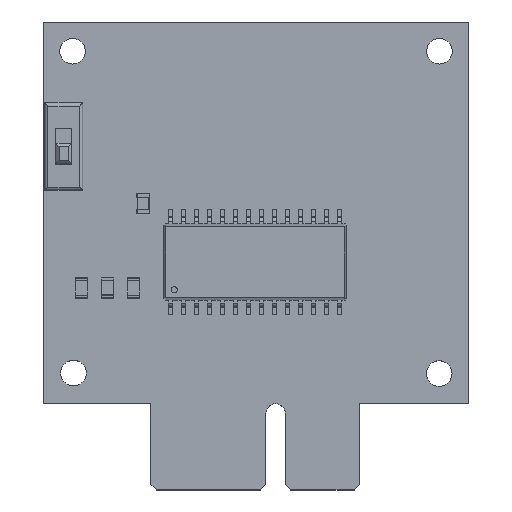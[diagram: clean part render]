
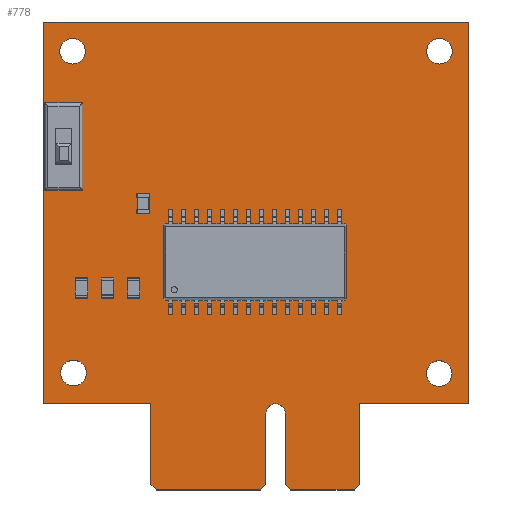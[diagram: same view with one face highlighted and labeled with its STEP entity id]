
A CAD part, top view. The second image highlights one B-rep face of the part: STEP entity #778.
In plain terms, the highlighted planar face has unit normal (0, 0, 1).
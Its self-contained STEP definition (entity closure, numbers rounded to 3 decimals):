
#54 = VERTEX_POINT('',#55);
#55 = CARTESIAN_POINT('',(110.856,-118.494,0.));
#72 = VERTEX_POINT('',#73);
#73 = CARTESIAN_POINT('',(100.38,-118.49,0.));
#79 = EDGE_CURVE('',#54,#72,#80,.T.);
#80 = LINE('',#81,#82);
#81 = CARTESIAN_POINT('',(110.856,-118.494,0.));
#82 = VECTOR('',#83,1.);
#83 = DIRECTION('',(-1.,0.,0.));
#103 = VERTEX_POINT('',#104);
#104 = CARTESIAN_POINT('',(110.856,-126.394,0.));
#110 = EDGE_CURVE('',#54,#103,#111,.T.);
#111 = LINE('',#112,#113);
#112 = CARTESIAN_POINT('',(110.856,-118.494,0.));
#113 = VECTOR('',#114,1.);
#114 = DIRECTION('',(0.,-1.,0.));
#134 = VERTEX_POINT('',#135);
#135 = CARTESIAN_POINT('',(100.38,-81.3,0.));
#141 = EDGE_CURVE('',#72,#134,#142,.T.);
#142 = LINE('',#143,#144);
#143 = CARTESIAN_POINT('',(100.38,-118.49,0.));
#144 = VECTOR('',#145,1.);
#145 = DIRECTION('',(0.,1.,0.));
#165 = VERTEX_POINT('',#166);
#166 = CARTESIAN_POINT('',(111.356,-126.894,0.));
#172 = EDGE_CURVE('',#103,#165,#173,.T.);
#173 = LINE('',#174,#175);
#174 = CARTESIAN_POINT('',(110.856,-126.394,0.));
#175 = VECTOR('',#176,1.);
#176 = DIRECTION('',(0.707,-0.707,0.));
#196 = VERTEX_POINT('',#197);
#197 = CARTESIAN_POINT('',(141.8,-81.3,0.));
#203 = EDGE_CURVE('',#134,#196,#204,.T.);
#204 = LINE('',#205,#206);
#205 = CARTESIAN_POINT('',(100.38,-81.3,0.));
#206 = VECTOR('',#207,1.);
#207 = DIRECTION('',(1.,0.,0.));
#227 = VERTEX_POINT('',#228);
#228 = CARTESIAN_POINT('',(121.556,-126.894,0.));
#234 = EDGE_CURVE('',#165,#227,#235,.T.);
#235 = LINE('',#236,#237);
#236 = CARTESIAN_POINT('',(111.356,-126.894,0.));
#237 = VECTOR('',#238,1.);
#238 = DIRECTION('',(1.,0.,0.));
#249 = VERTEX_POINT('',#250);
#250 = CARTESIAN_POINT('',(141.8,-118.49,0.));
#265 = EDGE_CURVE('',#249,#196,#266,.T.);
#266 = LINE('',#267,#268);
#267 = CARTESIAN_POINT('',(141.8,-118.49,0.));
#268 = VECTOR('',#269,1.);
#269 = DIRECTION('',(0.,1.,0.));
#280 = VERTEX_POINT('',#281);
#281 = CARTESIAN_POINT('',(122.056,-126.394,0.));
#296 = EDGE_CURVE('',#280,#227,#297,.T.);
#297 = LINE('',#298,#299);
#298 = CARTESIAN_POINT('',(122.056,-126.394,0.));
#299 = VECTOR('',#300,1.);
#300 = DIRECTION('',(-0.707,-0.707,0.));
#311 = VERTEX_POINT('',#312);
#312 = CARTESIAN_POINT('',(131.156,-118.494,0.));
#327 = EDGE_CURVE('',#311,#249,#328,.T.);
#328 = LINE('',#329,#330);
#329 = CARTESIAN_POINT('',(131.156,-118.494,0.));
#330 = VECTOR('',#331,1.);
#331 = DIRECTION('',(1.,0.,0.));
#342 = VERTEX_POINT('',#343);
#343 = CARTESIAN_POINT('',(122.056,-119.444,0.));
#358 = EDGE_CURVE('',#342,#280,#359,.T.);
#359 = LINE('',#360,#361);
#360 = CARTESIAN_POINT('',(122.056,-119.444,0.));
#361 = VECTOR('',#362,1.);
#362 = DIRECTION('',(0.,-1.,0.));
#382 = VERTEX_POINT('',#383);
#383 = CARTESIAN_POINT('',(131.156,-126.394,0.));
#389 = EDGE_CURVE('',#311,#382,#390,.T.);
#390 = LINE('',#391,#392);
#391 = CARTESIAN_POINT('',(131.156,-118.494,0.));
#392 = VECTOR('',#393,1.);
#393 = DIRECTION('',(0.,-1.,0.));
#404 = VERTEX_POINT('',#405);
#405 = CARTESIAN_POINT('',(123.956,-119.444,0.));
#421 = EDGE_CURVE('',#404,#342,#422,.T.);
#422 = CIRCLE('',#423,0.95);
#423 = AXIS2_PLACEMENT_3D('',#424,#425,#426);
#424 = CARTESIAN_POINT('',(123.006,-119.444,0.));
#425 = DIRECTION('',(0.,-0.,1.));
#426 = DIRECTION('',(-1.,0.,0.));
#446 = VERTEX_POINT('',#447);
#447 = CARTESIAN_POINT('',(130.656,-126.894,0.));
#453 = EDGE_CURVE('',#382,#446,#454,.T.);
#454 = LINE('',#455,#456);
#455 = CARTESIAN_POINT('',(131.156,-126.394,0.));
#456 = VECTOR('',#457,1.);
#457 = DIRECTION('',(-0.707,-0.707,0.));
#477 = VERTEX_POINT('',#478);
#478 = CARTESIAN_POINT('',(123.956,-126.394,0.));
#484 = EDGE_CURVE('',#404,#477,#485,.T.);
#485 = LINE('',#486,#487);
#486 = CARTESIAN_POINT('',(123.956,-119.444,0.));
#487 = VECTOR('',#488,1.);
#488 = DIRECTION('',(0.,-1.,0.));
#499 = VERTEX_POINT('',#500);
#500 = CARTESIAN_POINT('',(124.456,-126.894,0.));
#515 = EDGE_CURVE('',#499,#446,#516,.T.);
#516 = LINE('',#517,#518);
#517 = CARTESIAN_POINT('',(124.456,-126.894,0.));
#518 = VECTOR('',#519,1.);
#519 = DIRECTION('',(1.,0.,0.));
#537 = EDGE_CURVE('',#477,#499,#538,.T.);
#538 = LINE('',#539,#540);
#539 = CARTESIAN_POINT('',(123.956,-126.394,0.));
#540 = VECTOR('',#541,1.);
#541 = DIRECTION('',(0.707,-0.707,0.));
#552 = VERTEX_POINT('',#553);
#553 = CARTESIAN_POINT('',(140.19,-115.56,0.));
#569 = EDGE_CURVE('',#552,#552,#570,.T.);
#570 = CIRCLE('',#571,1.25);
#571 = AXIS2_PLACEMENT_3D('',#572,#573,#574);
#572 = CARTESIAN_POINT('',(138.94,-115.56,0.));
#573 = DIRECTION('',(0.,0.,1.));
#574 = DIRECTION('',(1.,0.,-0.));
#585 = VERTEX_POINT('',#586);
#586 = CARTESIAN_POINT('',(104.55,-115.5,0.));
#602 = EDGE_CURVE('',#585,#585,#603,.T.);
#603 = CIRCLE('',#604,1.25);
#604 = AXIS2_PLACEMENT_3D('',#605,#606,#607);
#605 = CARTESIAN_POINT('',(103.3,-115.5,0.));
#606 = DIRECTION('',(0.,0.,1.));
#607 = DIRECTION('',(1.,0.,-0.));
#618 = VERTEX_POINT('',#619);
#619 = CARTESIAN_POINT('',(140.21,-84.15,0.));
#635 = EDGE_CURVE('',#618,#618,#636,.T.);
#636 = CIRCLE('',#637,1.25);
#637 = AXIS2_PLACEMENT_3D('',#638,#639,#640);
#638 = CARTESIAN_POINT('',(138.96,-84.15,0.));
#639 = DIRECTION('',(0.,0.,1.));
#640 = DIRECTION('',(1.,0.,-0.));
#651 = VERTEX_POINT('',#652);
#652 = CARTESIAN_POINT('',(102.746,-96.005,0.));
#668 = EDGE_CURVE('',#651,#651,#669,.T.);
#669 = CIRCLE('',#670,0.381);
#670 = AXIS2_PLACEMENT_3D('',#671,#672,#673);
#671 = CARTESIAN_POINT('',(102.365,-96.005,0.));
#672 = DIRECTION('',(0.,0.,1.));
#673 = DIRECTION('',(1.,0.,-0.));
#684 = VERTEX_POINT('',#685);
#685 = CARTESIAN_POINT('',(102.746,-93.465,0.));
#701 = EDGE_CURVE('',#684,#684,#702,.T.);
#702 = CIRCLE('',#703,0.381);
#703 = AXIS2_PLACEMENT_3D('',#704,#705,#706);
#704 = CARTESIAN_POINT('',(102.365,-93.465,0.));
#705 = DIRECTION('',(0.,0.,1.));
#706 = DIRECTION('',(1.,0.,-0.));
#717 = VERTEX_POINT('',#718);
#718 = CARTESIAN_POINT('',(102.746,-90.925,0.));
#734 = EDGE_CURVE('',#717,#717,#735,.T.);
#735 = CIRCLE('',#736,0.381);
#736 = AXIS2_PLACEMENT_3D('',#737,#738,#739);
#737 = CARTESIAN_POINT('',(102.365,-90.925,0.));
#738 = DIRECTION('',(0.,0.,1.));
#739 = DIRECTION('',(1.,0.,-0.));
#750 = VERTEX_POINT('',#751);
#751 = CARTESIAN_POINT('',(104.47,-84.15,0.));
#767 = EDGE_CURVE('',#750,#750,#768,.T.);
#768 = CIRCLE('',#769,1.25);
#769 = AXIS2_PLACEMENT_3D('',#770,#771,#772);
#770 = CARTESIAN_POINT('',(103.22,-84.15,0.));
#771 = DIRECTION('',(0.,0.,1.));
#772 = DIRECTION('',(1.,0.,-0.));
#778 = ADVANCED_FACE('',(#779,#797,#800,#803,#806,#809,#812,#815),#818,
  .F.);
#779 = FACE_BOUND('',#780,.F.);
#780 = EDGE_LOOP('',(#781,#782,#783,#784,#785,#786,#787,#788,#789,#790,
    #791,#792,#793,#794,#795,#796));
#781 = ORIENTED_EDGE('',*,*,#79,.T.);
#782 = ORIENTED_EDGE('',*,*,#141,.T.);
#783 = ORIENTED_EDGE('',*,*,#203,.T.);
#784 = ORIENTED_EDGE('',*,*,#265,.F.);
#785 = ORIENTED_EDGE('',*,*,#327,.F.);
#786 = ORIENTED_EDGE('',*,*,#389,.T.);
#787 = ORIENTED_EDGE('',*,*,#453,.T.);
#788 = ORIENTED_EDGE('',*,*,#515,.F.);
#789 = ORIENTED_EDGE('',*,*,#537,.F.);
#790 = ORIENTED_EDGE('',*,*,#484,.F.);
#791 = ORIENTED_EDGE('',*,*,#421,.T.);
#792 = ORIENTED_EDGE('',*,*,#358,.T.);
#793 = ORIENTED_EDGE('',*,*,#296,.T.);
#794 = ORIENTED_EDGE('',*,*,#234,.F.);
#795 = ORIENTED_EDGE('',*,*,#172,.F.);
#796 = ORIENTED_EDGE('',*,*,#110,.F.);
#797 = FACE_BOUND('',#798,.F.);
#798 = EDGE_LOOP('',(#799));
#799 = ORIENTED_EDGE('',*,*,#569,.T.);
#800 = FACE_BOUND('',#801,.F.);
#801 = EDGE_LOOP('',(#802));
#802 = ORIENTED_EDGE('',*,*,#602,.T.);
#803 = FACE_BOUND('',#804,.F.);
#804 = EDGE_LOOP('',(#805));
#805 = ORIENTED_EDGE('',*,*,#635,.T.);
#806 = FACE_BOUND('',#807,.F.);
#807 = EDGE_LOOP('',(#808));
#808 = ORIENTED_EDGE('',*,*,#668,.T.);
#809 = FACE_BOUND('',#810,.F.);
#810 = EDGE_LOOP('',(#811));
#811 = ORIENTED_EDGE('',*,*,#701,.T.);
#812 = FACE_BOUND('',#813,.F.);
#813 = EDGE_LOOP('',(#814));
#814 = ORIENTED_EDGE('',*,*,#734,.T.);
#815 = FACE_BOUND('',#816,.F.);
#816 = EDGE_LOOP('',(#817));
#817 = ORIENTED_EDGE('',*,*,#767,.T.);
#818 = PLANE('',#819);
#819 = AXIS2_PLACEMENT_3D('',#820,#821,#822);
#820 = CARTESIAN_POINT('',(121.238,-104.513,0.));
#821 = DIRECTION('',(-0.,-0.,-1.));
#822 = DIRECTION('',(-1.,0.,0.));
